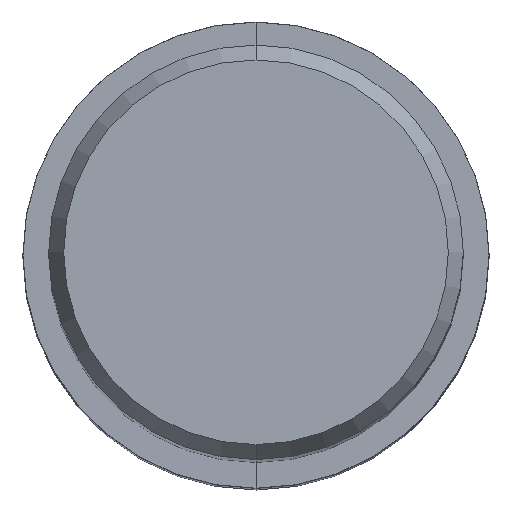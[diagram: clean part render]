
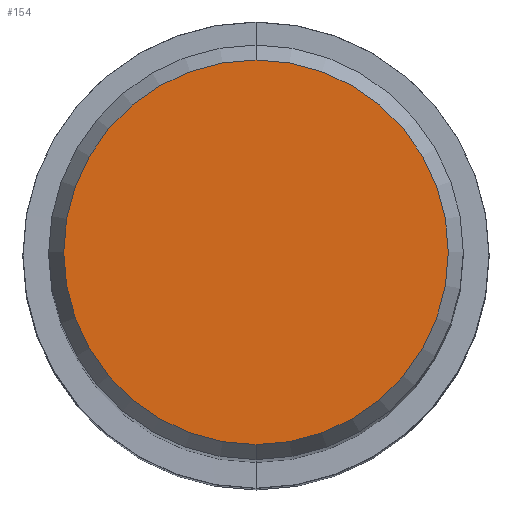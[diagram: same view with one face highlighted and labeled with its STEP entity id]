
A CAD part, top view. The second image highlights one B-rep face of the part: STEP entity #154.
In plain terms, the highlighted planar face has unit normal (0, 0, 1).
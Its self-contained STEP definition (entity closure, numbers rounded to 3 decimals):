
#84=EDGE_CURVE('',#122,#104,#197,.T.);
#104=VERTEX_POINT('',#223);
#122=VERTEX_POINT('',#242);
#146=EDGE_CURVE('',#104,#122,#268,.T.);
#154=ADVANCED_FACE('',(#277),#278,.T.);
#197=CIRCLE('',#318,5.892);
#223=CARTESIAN_POINT('',(0.,-5.892,0.01));
#242=CARTESIAN_POINT('',(0.0,5.892,0.01));
#268=CIRCLE('',#401,5.892);
#277=FACE_OUTER_BOUND('',#413,.T.);
#278=PLANE('',#414);
#318=AXIS2_PLACEMENT_3D('',#445,#446,#447);
#401=AXIS2_PLACEMENT_3D('',#529,#530,#531);
#413=EDGE_LOOP('',(#545,#546));
#414=AXIS2_PLACEMENT_3D('',#547,#548,#549);
#445=CARTESIAN_POINT('',(0.0,0.0,0.01));
#446=DIRECTION('',(0.0,0.0,-1.0));
#447=DIRECTION('',(0.0,1.0,0.0));
#529=CARTESIAN_POINT('',(0.0,0.0,0.01));
#530=DIRECTION('',(0.0,0.0,-1.0));
#531=DIRECTION('',(0.0,1.0,0.0));
#545=ORIENTED_EDGE('',*,*,#84,.F.);
#546=ORIENTED_EDGE('',*,*,#146,.F.);
#547=CARTESIAN_POINT('',(0.0,2.946,0.01));
#548=DIRECTION('',(-0.0,0.0,1.0));
#549=DIRECTION('',(0.0,-1.0,0.0));
